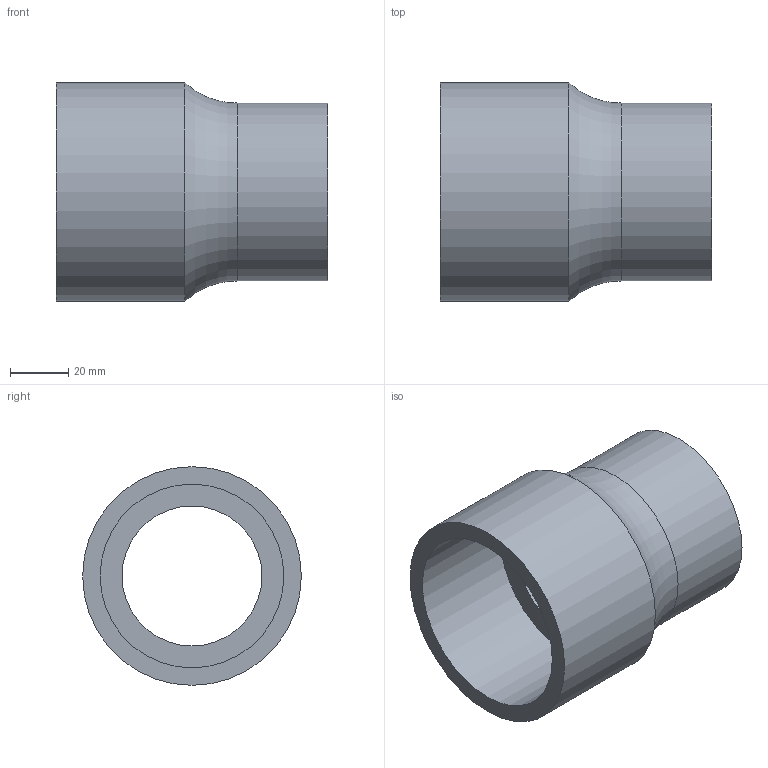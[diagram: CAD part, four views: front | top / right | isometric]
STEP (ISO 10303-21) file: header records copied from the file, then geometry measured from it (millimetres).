
FILE_DESCRIPTION(/* description */ (''),/* implementation_level */ '2;1');
FILE_NAME(/* name */ 'RIV075063050.ipt.stp',/* time_stamp */ '2014-05-27T15:24:59+02:00',/* author */ ('bfaro'),/* organization */ (''),/* preprocessor_version */ 'ST-DEVELOPER v15.2',/* originating_system */ 'Autodesk Inventor 2014',/* authorisation */ '');
FILE_SCHEMA (('AUTOMOTIVE_DESIGN { 1 0 10303 214 3 1 1 }'));
Length unit declared in the file: millimetre
Products named in the file (1): RIV075063050
Bounding box: 93 x 75 x 75 mm (x, y, z)
Volume: 122782.8 mm3; surface area: 40122.6 mm2
Topology: 1 solids, 1 shells, 10 faces, 18 edges, 12 vertices
Faces by surface type: cylinder 5, plane 4, torus 1
Full cylindrical faces by diameter (mm): 48 x1, 50 x1, 61 x1, 63 x1, 75 x1
Entity records: 229 total; most frequent: DIRECTION 42, CARTESIAN_POINT 31, AXIS2_PLACEMENT_3D 21, EDGE_LOOP 20, ORIENTED_EDGE 20, FACE_BOUND 12, CIRCLE 10, VERTEX_POINT 10
